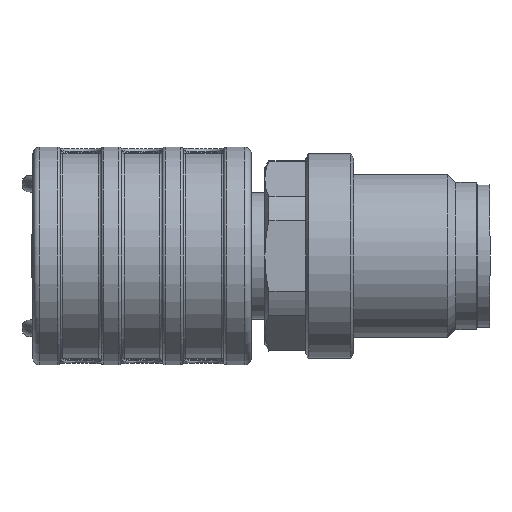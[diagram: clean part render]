
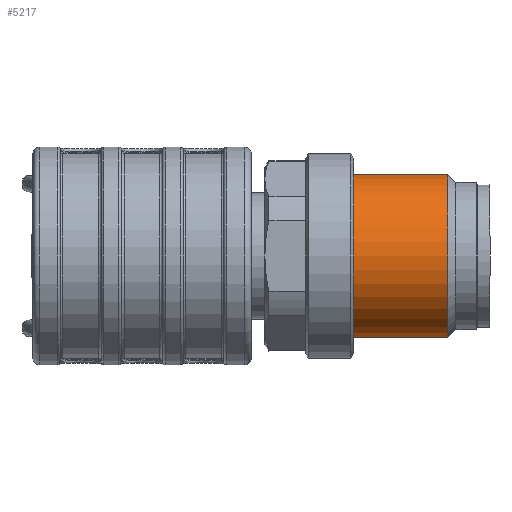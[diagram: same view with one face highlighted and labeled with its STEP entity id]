
A CAD part, front view. The second image highlights one B-rep face of the part: STEP entity #5217.
In plain terms, the highlighted cylindrical face has radius 6 mm (diameter 12 mm), a full revolution.
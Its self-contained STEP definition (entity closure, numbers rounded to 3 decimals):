
#5217=ADVANCED_FACE('',(#6320,#6321),#5993,.T.);
#5993=CYLINDRICAL_SURFACE('',#18102,6.);
#6320=FACE_BOUND('',#6748,.T.);
#6321=FACE_BOUND('',#6749,.T.);
#6748=EDGE_LOOP('',(#9114));
#6749=EDGE_LOOP('',(#9115));
#9114=ORIENTED_EDGE('',*,*,#14940,.T.);
#9115=ORIENTED_EDGE('',*,*,#14941,.F.);
#13026=VERTEX_POINT('',#27204);
#13027=VERTEX_POINT('',#27213);
#14940=EDGE_CURVE('',#13026,#13026,#16943,.T.);
#14941=EDGE_CURVE('',#13027,#13027,#16944,.T.);
#16943=CIRCLE('',#18093,6.);
#16944=CIRCLE('',#18101,6.);
#18093=AXIS2_PLACEMENT_3D('',#27203,#20984,#20985);
#18101=AXIS2_PLACEMENT_3D('',#27212,#21000,#21001);
#18102=AXIS2_PLACEMENT_3D('',#27214,#21002,#21003);
#20984=DIRECTION('',(1.,0.,0.));
#20985=DIRECTION('',(0.,-1.,0.));
#21000=DIRECTION('',(1.,0.,0.));
#21001=DIRECTION('',(0.,-1.,0.));
#21002=DIRECTION('',(-1.,0.,0.));
#21003=DIRECTION('',(0.,1.,0.));
#27203=CARTESIAN_POINT('',(59.096,-48.704,14.404));
#27204=CARTESIAN_POINT('',(59.096,-54.704,14.404));
#27212=CARTESIAN_POINT('',(65.996,-48.704,14.404));
#27213=CARTESIAN_POINT('',(65.996,-54.704,14.404));
#27214=CARTESIAN_POINT('',(52.996,-48.704,14.404));
